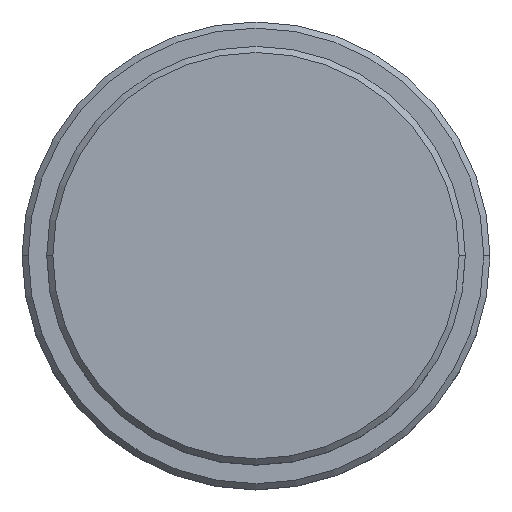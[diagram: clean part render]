
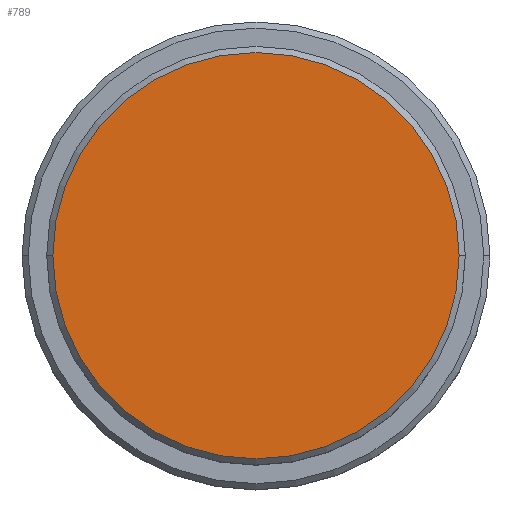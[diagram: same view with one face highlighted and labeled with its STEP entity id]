
A CAD part, top view. The second image highlights one B-rep face of the part: STEP entity #789.
In plain terms, the highlighted planar face has unit normal (0, 0, 1).
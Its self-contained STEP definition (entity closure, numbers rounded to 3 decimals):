
#210 = AXIS2_PLACEMENT_3D ( 'NONE', #442, #1336, #380 ) ;
#268 = AXIS2_PLACEMENT_3D ( 'NONE', #1273, #1156, #1037 ) ;
#380 = DIRECTION ( 'NONE',  ( 1., 0., 0. ) ) ;
#442 = CARTESIAN_POINT ( 'NONE',  ( 0., 0., 0. ) ) ;
#461 = ORIENTED_EDGE ( 'NONE', *, *, #982, .T. ) ;
#552 = VERTEX_POINT ( 'NONE', #867 ) ;
#596 = CARTESIAN_POINT ( 'NONE',  ( 0., 0., 0. ) ) ;
#598 = ORIENTED_EDGE ( 'NONE', *, *, #680, .T. ) ;
#638 = VERTEX_POINT ( 'NONE', #1045 ) ;
#680 = EDGE_CURVE ( 'NONE', #552, #638, #741, .T. ) ;
#684 = PLANE ( 'NONE',  #210 ) ;
#741 = CIRCLE ( 'NONE', #268, 16.5 ) ;
#789 = ADVANCED_FACE ( 'NONE', ( #1125 ), #684, .T. ) ;
#816 = DIRECTION ( 'NONE',  ( 1., 0., 0. ) ) ;
#867 = CARTESIAN_POINT ( 'NONE',  ( 16.5, 0., 0. ) ) ;
#903 = AXIS2_PLACEMENT_3D ( 'NONE', #596, #1184, #816 ) ;
#982 = EDGE_CURVE ( 'NONE', #638, #552, #1017, .T. ) ;
#1017 = CIRCLE ( 'NONE', #903, 16.5 ) ;
#1037 = DIRECTION ( 'NONE',  ( 1., 0., 0. ) ) ;
#1045 = CARTESIAN_POINT ( 'NONE',  ( -16.5, 0., 0. ) ) ;
#1125 = FACE_OUTER_BOUND ( 'NONE', #1266, .T. ) ;
#1156 = DIRECTION ( 'NONE',  ( 0., 0., 1. ) ) ;
#1184 = DIRECTION ( 'NONE',  ( 0., 0., 1. ) ) ;
#1266 = EDGE_LOOP ( 'NONE', ( #461, #598 ) ) ;
#1273 = CARTESIAN_POINT ( 'NONE',  ( 0., 0., 0. ) ) ;
#1336 = DIRECTION ( 'NONE',  ( 0., 0., 1. ) ) ;
